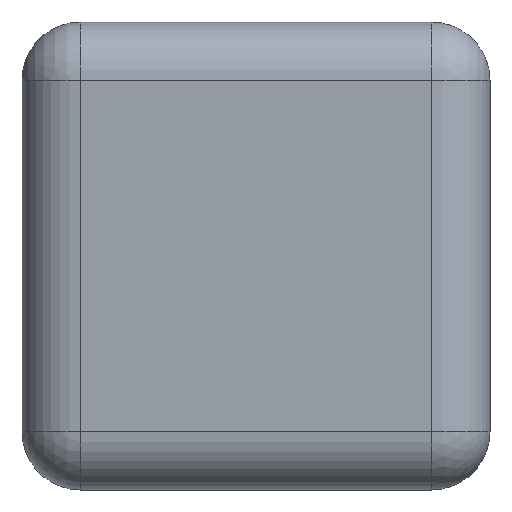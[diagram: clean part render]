
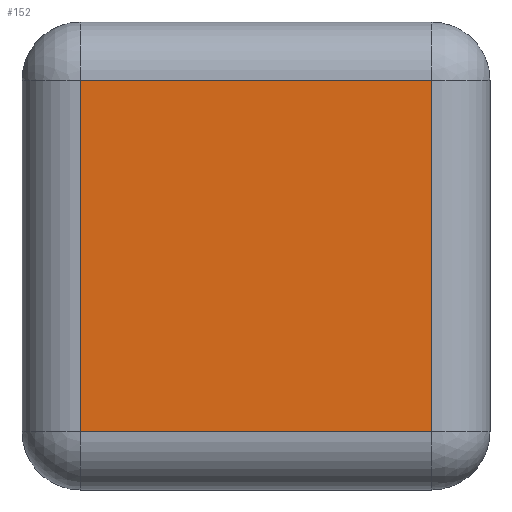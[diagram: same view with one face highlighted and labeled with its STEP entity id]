
A CAD part, left-side view. The second image highlights one B-rep face of the part: STEP entity #152.
In plain terms, the highlighted planar face has unit normal (-1, 0, 0).
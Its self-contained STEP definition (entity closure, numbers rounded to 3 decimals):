
#152=ADVANCED_FACE('NONE',(#297),#298,.F.);
#297=FACE_OUTER_BOUND('',#430,.T.);
#298=PLANE('',#431);
#430=EDGE_LOOP('',(#720,#721,#722,#723));
#431=AXIS2_PLACEMENT_3D('',#724,#725,#726);
#720=ORIENTED_EDGE('',*,*,#988,.T.);
#721=ORIENTED_EDGE('',*,*,#989,.T.);
#722=ORIENTED_EDGE('',*,*,#990,.T.);
#723=ORIENTED_EDGE('',*,*,#991,.T.);
#724=CARTESIAN_POINT('',(-0.8,2.589,-0.4));
#725=DIRECTION('',(1.0,0.0,0.0));
#726=DIRECTION('',(0.0,1.0,0.0));
#988=EDGE_CURVE('NONE',#1152,#1153,#1154,.T.);
#989=EDGE_CURVE('NONE',#1153,#1155,#1156,.T.);
#990=EDGE_CURVE('NONE',#1155,#1157,#1158,.T.);
#991=EDGE_CURVE('NONE',#1157,#1152,#1159,.T.);
#1152=VERTEX_POINT('NONE',#1316);
#1153=VERTEX_POINT('NONE',#1317);
#1154=LINE('',#1318,#1319);
#1155=VERTEX_POINT('NONE',#1320);
#1156=LINE('',#1321,#1322);
#1157=VERTEX_POINT('NONE',#1323);
#1158=LINE('',#1324,#1325);
#1159=LINE('',#1326,#1327);
#1316=CARTESIAN_POINT('',(-0.8,0.1,0.3));
#1317=CARTESIAN_POINT('',(-0.8,0.7,0.3));
#1318=CARTESIAN_POINT('',(-0.8,2.589,0.3));
#1319=VECTOR('',#1460,1000.0);
#1320=CARTESIAN_POINT('',(-0.8,0.7,-0.3));
#1321=CARTESIAN_POINT('',(-0.8,0.7,-0.4));
#1322=VECTOR('',#1461,1000.0);
#1323=CARTESIAN_POINT('',(-0.8,0.1,-0.3));
#1324=CARTESIAN_POINT('',(-0.8,2.589,-0.3));
#1325=VECTOR('',#1462,1000.0);
#1326=CARTESIAN_POINT('',(-0.8,0.1,-0.4));
#1327=VECTOR('',#1463,1000.0);
#1460=DIRECTION('',(-0.0,1.0,-0.0));
#1461=DIRECTION('',(0.0,-0.0,-1.0));
#1462=DIRECTION('',(0.0,-1.0,0.0));
#1463=DIRECTION('',(0.0,0.0,1.0));
